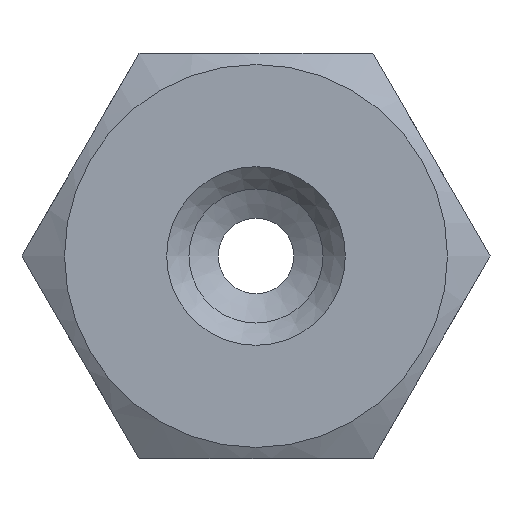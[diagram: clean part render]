
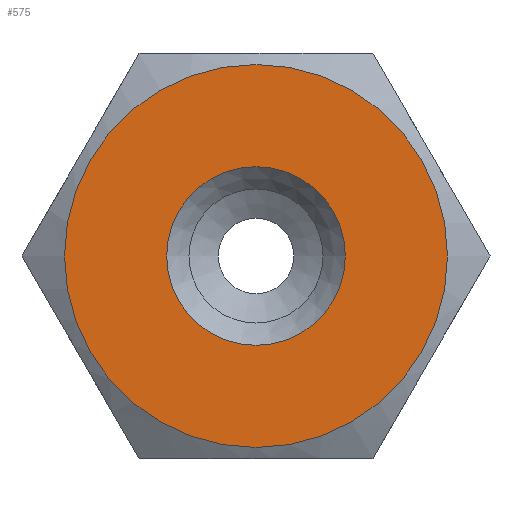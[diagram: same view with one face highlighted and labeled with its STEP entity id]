
A CAD part, left-side view. The second image highlights one B-rep face of the part: STEP entity #575.
In plain terms, the highlighted planar face has unit normal (-1, 0, 0).
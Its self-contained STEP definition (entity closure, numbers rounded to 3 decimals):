
#375=CARTESIAN_POINT('',(0.,2.25,0.));
#376=VERTEX_POINT('',#375);
#377=CARTESIAN_POINT('',(0.,0.,0.0));
#378=DIRECTION('',(1.0,0.0,0.0));
#379=DIRECTION('',(0.0,-1.0,0.0));
#380=AXIS2_PLACEMENT_3D('',#377,#378,#379);
#381=CIRCLE('',#380,2.25);
#382=EDGE_CURVE('',#376,#376,#381,.T.);
#464=CARTESIAN_POINT('',(0.,-1.05,0.0));
#465=VERTEX_POINT('',#464);
#466=CARTESIAN_POINT('',(0.,0.,0.0));
#467=DIRECTION('',(1.0,0.0,0.0));
#468=DIRECTION('',(0.0,-1.0,0.0));
#469=AXIS2_PLACEMENT_3D('',#466,#467,#468);
#470=CIRCLE('',#469,1.05);
#471=EDGE_CURVE('',#465,#465,#470,.T.);
#564=CARTESIAN_POINT('',(0.0,1.375,0.0));
#565=DIRECTION('',(-1.0,0.0,0.0));
#566=DIRECTION('',(0.0,0.0,1.0));
#567=AXIS2_PLACEMENT_3D('',#564,#565,#566);
#568=PLANE('',#567);
#569=ORIENTED_EDGE('',*,*,#382,.F.);
#570=EDGE_LOOP('',(#569));
#571=FACE_OUTER_BOUND('',#570,.T.);
#572=ORIENTED_EDGE('',*,*,#471,.T.);
#573=EDGE_LOOP('',(#572));
#574=FACE_BOUND('',#573,.T.);
#575=ADVANCED_FACE('',(#571,#574),#568,.T.);
